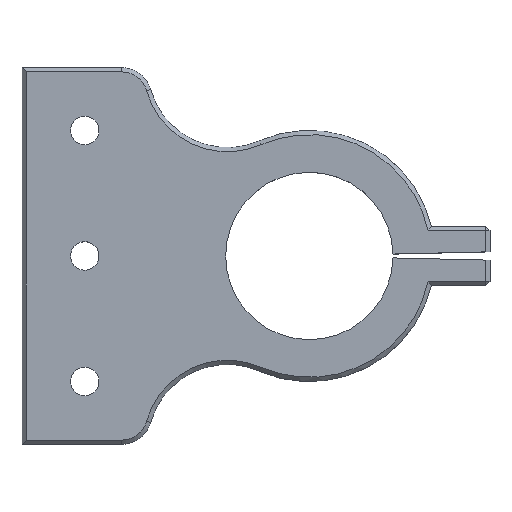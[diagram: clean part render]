
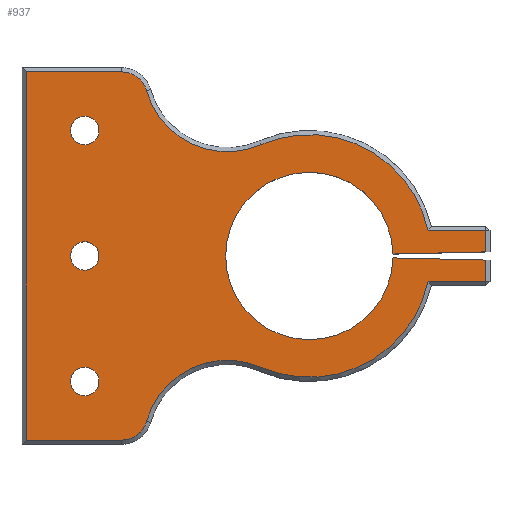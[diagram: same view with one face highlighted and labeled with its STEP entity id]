
A CAD part, top view. The second image highlights one B-rep face of the part: STEP entity #937.
In plain terms, the highlighted planar face has unit normal (0, 0, 1).
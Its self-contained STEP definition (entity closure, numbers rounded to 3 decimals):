
#43=FACE_BOUND('',#197,.T.);
#44=FACE_BOUND('',#198,.T.);
#45=FACE_BOUND('',#199,.T.);
#79=PLANE('',#1043);
#134=FACE_OUTER_BOUND('',#196,.T.);
#196=EDGE_LOOP('',(#852,#853,#854,#855,#856,#857,#858,#859,#860,#861,#862,
#863,#864,#865,#866,#867));
#197=EDGE_LOOP('',(#868));
#198=EDGE_LOOP('',(#869));
#199=EDGE_LOOP('',(#870));
#216=CIRCLE('',#998,14.5);
#217=CIRCLE('',#1000,10.04);
#218=CIRCLE('',#1002,3.121);
#219=CIRCLE('',#1007,3.121);
#220=CIRCLE('',#1009,10.04);
#221=CIRCLE('',#1011,14.5);
#230=CIRCLE('',#1035,1.7);
#231=CIRCLE('',#1037,1.7);
#232=CIRCLE('',#1039,1.7);
#233=CIRCLE('',#1042,10.);
#243=LINE('',#1349,#330);
#278=LINE('',#1455,#365);
#281=LINE('',#1461,#368);
#286=LINE('',#1476,#373);
#293=LINE('',#1490,#380);
#298=LINE('',#1512,#385);
#299=LINE('',#1514,#386);
#303=LINE('',#1521,#390);
#319=LINE('',#1595,#406);
#330=VECTOR('',#1070,10.);
#365=VECTOR('',#1167,10.);
#368=VECTOR('',#1172,10.);
#373=VECTOR('',#1181,10.);
#380=VECTOR('',#1194,10.);
#385=VECTOR('',#1215,10.);
#386=VECTOR('',#1218,10.);
#390=VECTOR('',#1224,10.);
#406=VECTOR('',#1310,10.);
#418=VERTEX_POINT('',#1346);
#419=VERTEX_POINT('',#1348);
#450=VERTEX_POINT('',#1446);
#453=VERTEX_POINT('',#1460);
#456=VERTEX_POINT('',#1473);
#457=VERTEX_POINT('',#1475);
#459=VERTEX_POINT('',#1480);
#461=VERTEX_POINT('',#1489);
#463=VERTEX_POINT('',#1495);
#464=VERTEX_POINT('',#1497);
#465=VERTEX_POINT('',#1504);
#466=VERTEX_POINT('',#1508);
#467=VERTEX_POINT('',#1517);
#469=VERTEX_POINT('',#1523);
#470=VERTEX_POINT('',#1527);
#480=VERTEX_POINT('',#1582);
#481=VERTEX_POINT('',#1586);
#482=VERTEX_POINT('',#1590);
#483=VERTEX_POINT('',#1594);
#496=EDGE_CURVE('',#419,#418,#243,.T.);
#546=EDGE_CURVE('',#419,#450,#278,.T.);
#549=EDGE_CURVE('',#450,#453,#281,.T.);
#555=EDGE_CURVE('',#456,#457,#286,.T.);
#562=EDGE_CURVE('',#457,#461,#293,.T.);
#566=EDGE_CURVE('',#463,#464,#216,.T.);
#569=EDGE_CURVE('',#465,#463,#217,.T.);
#571=EDGE_CURVE('',#466,#465,#218,.T.);
#572=EDGE_CURVE('',#461,#466,#298,.T.);
#573=EDGE_CURVE('',#464,#459,#299,.T.);
#577=EDGE_CURVE('',#459,#467,#303,.T.);
#579=EDGE_CURVE('',#469,#456,#219,.T.);
#581=EDGE_CURVE('',#470,#469,#220,.T.);
#582=EDGE_CURVE('',#453,#470,#221,.T.);
#605=EDGE_CURVE('',#480,#480,#230,.T.);
#607=EDGE_CURVE('',#481,#481,#231,.T.);
#609=EDGE_CURVE('',#482,#482,#232,.T.);
#610=EDGE_CURVE('',#483,#467,#319,.T.);
#612=EDGE_CURVE('',#418,#483,#233,.T.);
#852=ORIENTED_EDGE('',*,*,#546,.F.);
#853=ORIENTED_EDGE('',*,*,#496,.T.);
#854=ORIENTED_EDGE('',*,*,#612,.T.);
#855=ORIENTED_EDGE('',*,*,#610,.T.);
#856=ORIENTED_EDGE('',*,*,#577,.F.);
#857=ORIENTED_EDGE('',*,*,#573,.F.);
#858=ORIENTED_EDGE('',*,*,#566,.F.);
#859=ORIENTED_EDGE('',*,*,#569,.F.);
#860=ORIENTED_EDGE('',*,*,#571,.F.);
#861=ORIENTED_EDGE('',*,*,#572,.F.);
#862=ORIENTED_EDGE('',*,*,#562,.F.);
#863=ORIENTED_EDGE('',*,*,#555,.F.);
#864=ORIENTED_EDGE('',*,*,#579,.F.);
#865=ORIENTED_EDGE('',*,*,#581,.F.);
#866=ORIENTED_EDGE('',*,*,#582,.F.);
#867=ORIENTED_EDGE('',*,*,#549,.F.);
#868=ORIENTED_EDGE('',*,*,#605,.T.);
#869=ORIENTED_EDGE('',*,*,#607,.T.);
#870=ORIENTED_EDGE('',*,*,#609,.T.);
#937=ADVANCED_FACE('',(#134,#43,#44,#45),#79,.T.);
#998=AXIS2_PLACEMENT_3D('',#1498,#1201,#1202);
#1000=AXIS2_PLACEMENT_3D('',#1506,#1206,#1207);
#1002=AXIS2_PLACEMENT_3D('',#1510,#1211,#1212);
#1007=AXIS2_PLACEMENT_3D('',#1525,#1228,#1229);
#1009=AXIS2_PLACEMENT_3D('',#1529,#1233,#1234);
#1011=AXIS2_PLACEMENT_3D('',#1531,#1237,#1238);
#1035=AXIS2_PLACEMENT_3D('',#1584,#1296,#1297);
#1037=AXIS2_PLACEMENT_3D('',#1588,#1301,#1302);
#1039=AXIS2_PLACEMENT_3D('',#1592,#1306,#1307);
#1042=AXIS2_PLACEMENT_3D('',#1598,#1314,#1315);
#1043=AXIS2_PLACEMENT_3D('',#1599,#1316,#1317);
#1070=DIRECTION('',(-1.,0.023,0.));
#1167=DIRECTION('',(0.,-1.,0.));
#1172=DIRECTION('',(-1.,0.,0.));
#1181=DIRECTION('',(-1.,0.,0.));
#1194=DIRECTION('',(0.,1.,0.));
#1201=DIRECTION('center_axis',(0.,0.,-1.));
#1202=DIRECTION('ref_axis',(1.,0.,0.));
#1206=DIRECTION('center_axis',(0.,0.,1.));
#1207=DIRECTION('ref_axis',(-1.,0.,0.));
#1211=DIRECTION('center_axis',(0.,0.,-1.));
#1212=DIRECTION('ref_axis',(0.602,0.798,0.));
#1215=DIRECTION('',(1.,0.,0.));
#1218=DIRECTION('',(1.,0.,0.));
#1224=DIRECTION('',(0.,-1.,0.));
#1228=DIRECTION('center_axis',(0.,0.,-1.));
#1229=DIRECTION('ref_axis',(0.602,-0.798,0.));
#1233=DIRECTION('center_axis',(0.,0.,1.));
#1234=DIRECTION('ref_axis',(0.399,0.917,0.));
#1237=DIRECTION('center_axis',(0.,0.,-1.));
#1238=DIRECTION('ref_axis',(1.,0.,0.));
#1296=DIRECTION('center_axis',(0.,0.,-1.));
#1297=DIRECTION('ref_axis',(-1.,0.,0.));
#1301=DIRECTION('center_axis',(0.,0.,-1.));
#1302=DIRECTION('ref_axis',(-1.,0.,0.));
#1306=DIRECTION('center_axis',(0.,0.,-1.));
#1307=DIRECTION('ref_axis',(-1.,0.,0.));
#1310=DIRECTION('',(1.,0.023,0.));
#1314=DIRECTION('center_axis',(0.,0.,-1.));
#1315=DIRECTION('ref_axis',(1.,0.,0.));
#1316=DIRECTION('center_axis',(0.,0.,1.));
#1317=DIRECTION('ref_axis',(1.,0.,0.));
#1346=CARTESIAN_POINT('',(9.997,-0.232,2.5));
#1348=CARTESIAN_POINT('',(21.086,-0.488,2.5));
#1349=CARTESIAN_POINT('',(21.586,-0.5,2.5));
#1446=CARTESIAN_POINT('',(21.086,-3.,2.5));
#1455=CARTESIAN_POINT('',(21.086,-1.75,2.5));
#1460=CARTESIAN_POINT('',(14.186,-3.,2.5));
#1461=CARTESIAN_POINT('',(2.458,-3.,2.5));
#1473=CARTESIAN_POINT('',(-22.448,-22.,2.5));
#1475=CARTESIAN_POINT('',(-33.835,-22.,2.5));
#1476=CARTESIAN_POINT('',(-22.002,-22.,2.5));
#1480=CARTESIAN_POINT('',(21.086,3.,2.5));
#1489=CARTESIAN_POINT('',(-33.835,22.,2.5));
#1490=CARTESIAN_POINT('',(-33.835,11.25,2.5));
#1495=CARTESIAN_POINT('',(-5.788,13.295,2.5));
#1497=CARTESIAN_POINT('',(14.186,3.,2.5));
#1498=CARTESIAN_POINT('Origin',(0.,0.,2.5));
#1504=CARTESIAN_POINT('',(-19.448,19.738,2.5));
#1506=CARTESIAN_POINT('Origin',(-9.795,22.5,2.5));
#1508=CARTESIAN_POINT('',(-22.448,22.,2.5));
#1510=CARTESIAN_POINT('Origin',(-22.448,18.879,2.5));
#1512=CARTESIAN_POINT('',(-14.502,22.,2.5));
#1514=CARTESIAN_POINT('',(5.958,3.,2.5));
#1517=CARTESIAN_POINT('',(21.086,0.488,2.5));
#1521=CARTESIAN_POINT('',(21.086,0.25,2.5));
#1523=CARTESIAN_POINT('',(-19.448,-19.738,2.5));
#1525=CARTESIAN_POINT('Origin',(-22.448,-18.879,2.5));
#1527=CARTESIAN_POINT('',(-5.788,-13.295,2.5));
#1529=CARTESIAN_POINT('Origin',(-9.795,-22.5,2.5));
#1531=CARTESIAN_POINT('Origin',(0.,0.,2.5));
#1582=CARTESIAN_POINT('',(-25.135,0.,2.5));
#1584=CARTESIAN_POINT('Origin',(-26.835,0.,2.5));
#1586=CARTESIAN_POINT('',(-25.135,15.,2.5));
#1588=CARTESIAN_POINT('Origin',(-26.835,15.,2.5));
#1590=CARTESIAN_POINT('',(-25.135,-15.,2.5));
#1592=CARTESIAN_POINT('Origin',(-26.835,-15.,2.5));
#1594=CARTESIAN_POINT('',(9.997,0.232,2.5));
#1595=CARTESIAN_POINT('',(0.,0.,2.5));
#1598=CARTESIAN_POINT('Origin',(0.,0.,2.5));
#1599=CARTESIAN_POINT('Origin',(-9.67,0.,
2.5));
